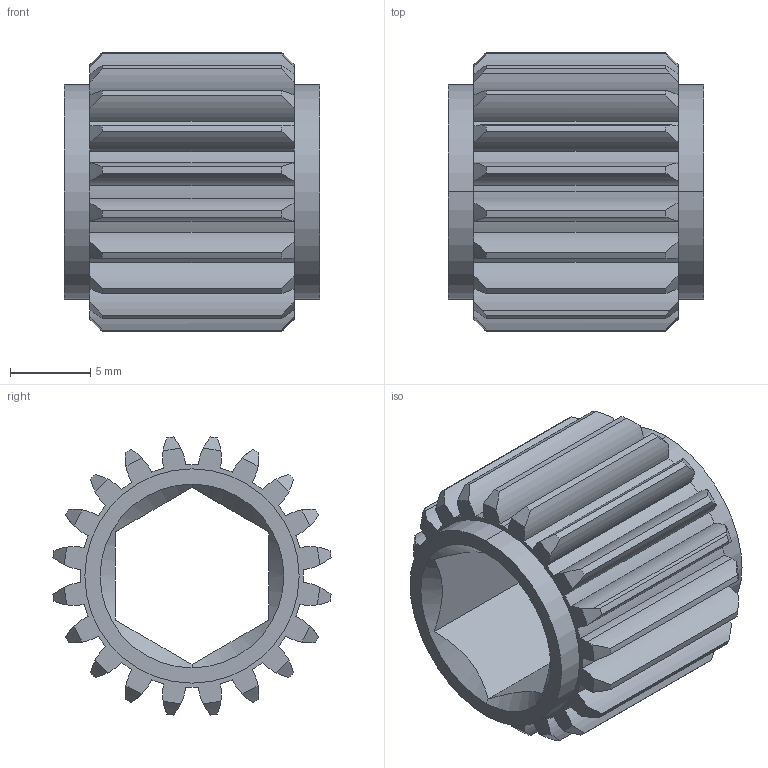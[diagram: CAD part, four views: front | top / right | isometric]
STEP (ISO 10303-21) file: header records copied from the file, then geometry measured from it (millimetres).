
FILE_DESCRIPTION (( 'STEP AP203' ), '1' );
FILE_NAME ('am-4325 20T 32DP 375hex 500FW.STEP', '2022-06-14T13:28:23', ( '' ), ( '' ), 'SwSTEP 2.0', 'SolidWorks 2021', '' );
FILE_SCHEMA (( 'CONFIG_CONTROL_DESIGN' ));
Length unit declared in the file: inch
Products named in the file (1): am-4325 20T 32DP 375hex 500FW
Bounding box: 15.88 x 17.31 x 17.31 mm (x, y, z)
Volume: 1592.9 mm3; surface area: 2108.1 mm2
Topology: 1 solids, 1 shells, 143 faces, 413 edges, 274 vertices
Faces by surface type: cylinder 89, cone 44, plane 10
Entity records: 5096 total; most frequent: CARTESIAN_POINT 1223, ORIENTED_EDGE 826, DIRECTION 823, EDGE_CURVE 413, AXIS2_PLACEMENT_3D 362, VERTEX_POINT 274, CIRCLE 218, EDGE_LOOP 147
